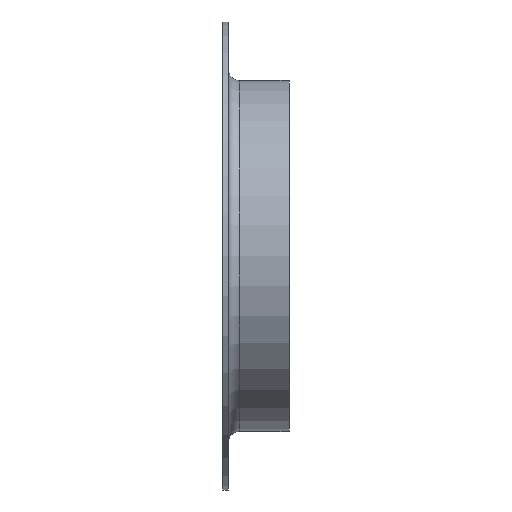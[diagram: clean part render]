
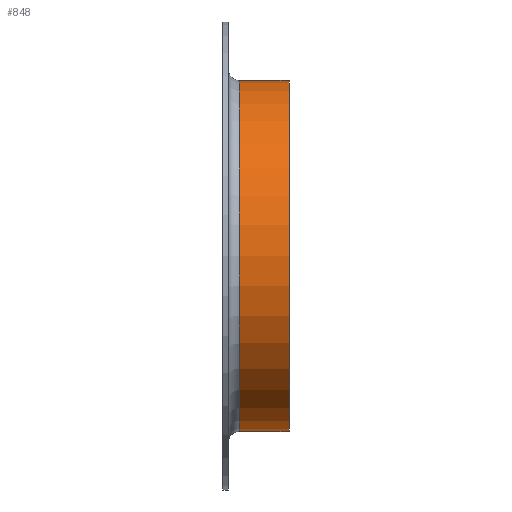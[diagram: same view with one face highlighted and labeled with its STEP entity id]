
A CAD part, top view. The second image highlights one B-rep face of the part: STEP entity #848.
In plain terms, the highlighted cylindrical face has radius 79.5 mm (diameter 159 mm), a full revolution.
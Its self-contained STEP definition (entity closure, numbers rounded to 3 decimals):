
#355 = VERTEX_POINT ( 'NONE', #4859 ) ;
#798 = EDGE_CURVE ( 'NONE', #10660, #10660, #13808, .T. ) ;
#848 = ADVANCED_FACE ( 'NONE', ( #1225, #2259 ), #14625, .T. ) ;
#1015 = DIRECTION ( 'NONE',  ( 0., 0., 1. ) ) ;
#1225 = FACE_OUTER_BOUND ( 'NONE', #14617, .T. ) ;
#2054 = CARTESIAN_POINT ( 'NONE',  ( 7.5, 0., 0. ) ) ;
#2259 = FACE_OUTER_BOUND ( 'NONE', #8229, .T. ) ;
#4412 = DIRECTION ( 'NONE',  ( 0., 0., 1. ) ) ;
#4487 = CARTESIAN_POINT ( 'NONE',  ( 0., 0., 0. ) ) ;
#4859 = CARTESIAN_POINT ( 'NONE',  ( 30., 0., 79.5 ) ) ;
#4994 = AXIS2_PLACEMENT_3D ( 'NONE', #4487, #11122, #4412 ) ;
#5239 = AXIS2_PLACEMENT_3D ( 'NONE', #2054, #7830, #1015 ) ;
#7389 = CARTESIAN_POINT ( 'NONE',  ( 7.5, 0., 79.5 ) ) ;
#7733 = EDGE_CURVE ( 'NONE', #355, #355, #13566, .T. ) ;
#7830 = DIRECTION ( 'NONE',  ( -1., 0., 0. ) ) ;
#8229 = EDGE_LOOP ( 'NONE', ( #10068 ) ) ;
#9976 = DIRECTION ( 'NONE',  ( 0., 0., 1. ) ) ;
#10068 = ORIENTED_EDGE ( 'NONE', *, *, #7733, .T. ) ;
#10660 = VERTEX_POINT ( 'NONE', #7389 ) ;
#10866 = CARTESIAN_POINT ( 'NONE',  ( 30., 0., 0. ) ) ;
#10950 = AXIS2_PLACEMENT_3D ( 'NONE', #10866, #14456, #9976 ) ;
#11122 = DIRECTION ( 'NONE',  ( -1., 0., 0. ) ) ;
#12648 = ORIENTED_EDGE ( 'NONE', *, *, #798, .F. ) ;
#13566 = CIRCLE ( 'NONE', #10950, 79.5 ) ;
#13808 = CIRCLE ( 'NONE', #5239, 79.5 ) ;
#14456 = DIRECTION ( 'NONE',  ( -1., 0., 0. ) ) ;
#14617 = EDGE_LOOP ( 'NONE', ( #12648 ) ) ;
#14625 = CYLINDRICAL_SURFACE ( 'NONE', #4994, 79.5 ) ;
